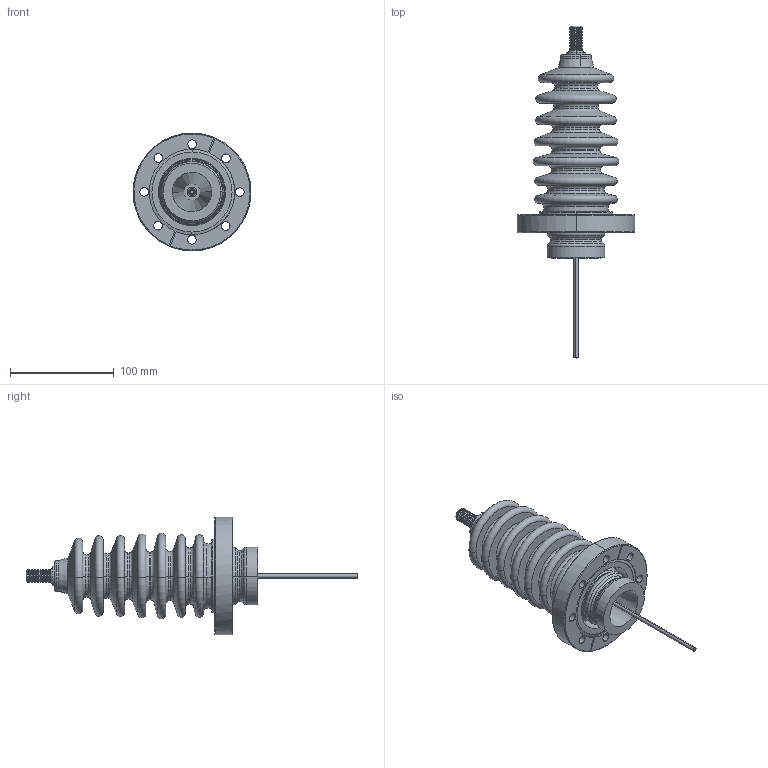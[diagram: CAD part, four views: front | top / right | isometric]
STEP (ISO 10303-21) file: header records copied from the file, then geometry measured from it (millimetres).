
FILE_DESCRIPTION (( 'STEP AP203' ), '1' );
FILE_NAME ('A3107-1-CF.STEP', '2013-06-12T11:47:46', ( '' ), ( '' ), 'SwSTEP 2.0', 'SolidWorks 2012', '' );
FILE_SCHEMA (( 'CONFIG_CONTROL_DESIGN' ));
Length unit declared in the file: inch
Products named in the file (1): A3107-1-CF
Bounding box: 113.54 x 320.17 x 113.54 mm (x, y, z)
Volume: 553742 mm3; surface area: 124254.6 mm2
Topology: 1 solids, 1 shells, 284 faces, 602 edges, 340 vertices
Faces by surface type: cone 123, torus 68, cylinder 63, plane 30
Entity records: 7729 total; most frequent: DIRECTION 1564, CARTESIAN_POINT 1245, ORIENTED_EDGE 1204, AXIS2_PLACEMENT_3D 683, EDGE_CURVE 602, CIRCLE 398, VERTEX_POINT 340, EDGE_LOOP 320
